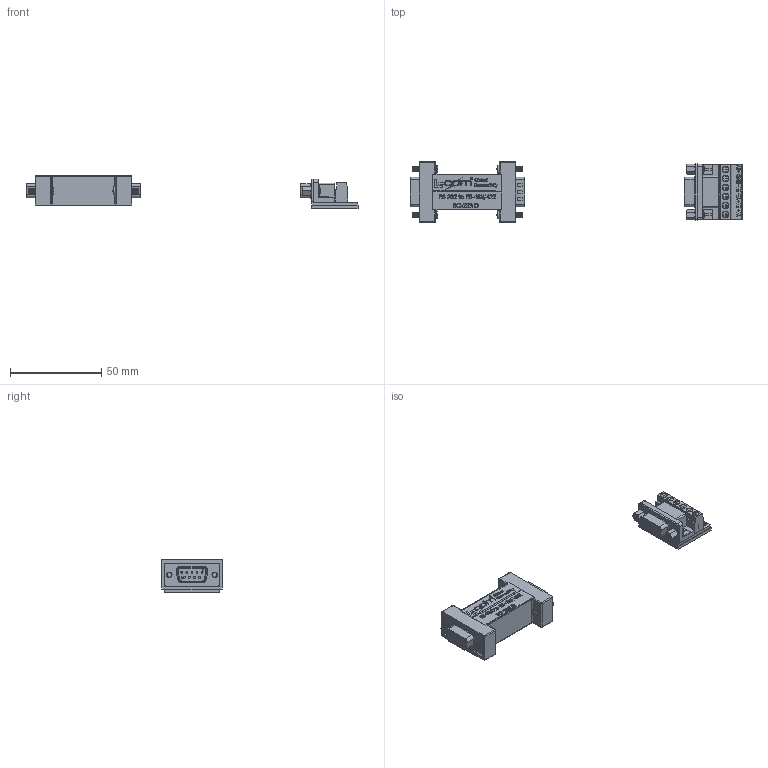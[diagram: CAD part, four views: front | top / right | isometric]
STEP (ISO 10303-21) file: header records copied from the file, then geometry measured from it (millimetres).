
FILE_DESCRIPTION (( 'STEP AP214' ), '1' );
FILE_NAME ('SC-232-D.STEP', '2011-04-01T14:33:18', ( 'x' ), ( 'Microsoft' ), 'SwSTEP 2.0', 'SolidWorks 2010', '' );
FILE_SCHEMA (( 'AUTOMOTIVE_DESIGN' ));
Length unit declared in the file: inch
Products named in the file (9): 3AB01-150_D; SD9P_Supplier Connector; SC-232; SD9S_Supplier Connector; SC-232-MA1; SC-232-D_Supplier Connector; SC-232-MA2_D; 1AJ10-005_1AJ10-006; SC-232-D
Assembly tree (12 placements, depth 3):
  SC-232-D
    SC-232-D_Supplier Connector
    1AJ10-005_1AJ10-006  x2
    3AB01-150_D
      SD9P_Supplier Connector
      SC-232-MA1  x4
      SC-232
      SC-232-MA2_D
      SD9S_Supplier Connector
Bounding box: 182.25 x 33.4 x 18.19 mm (x, y, z)
Volume: 30479.8 mm3; surface area: 16620.9 mm2
Topology: 11 solids, 11 shells, 2323 faces, 5698 edges, 3550 vertices
Faces by surface type: plane 1012, cylinder 428, cone 416, bspline 374, torus 67, sphere 26
Entity records: 100179 total; most frequent: CARTESIAN_POINT 44086, ORIENTED_EDGE 8992, DIRECTION 7216, EDGE_CURVE 4496, VECTOR 3010, LINE 3010, VERTEX_POINT 2917, AXIS2_PLACEMENT_3D 2103
